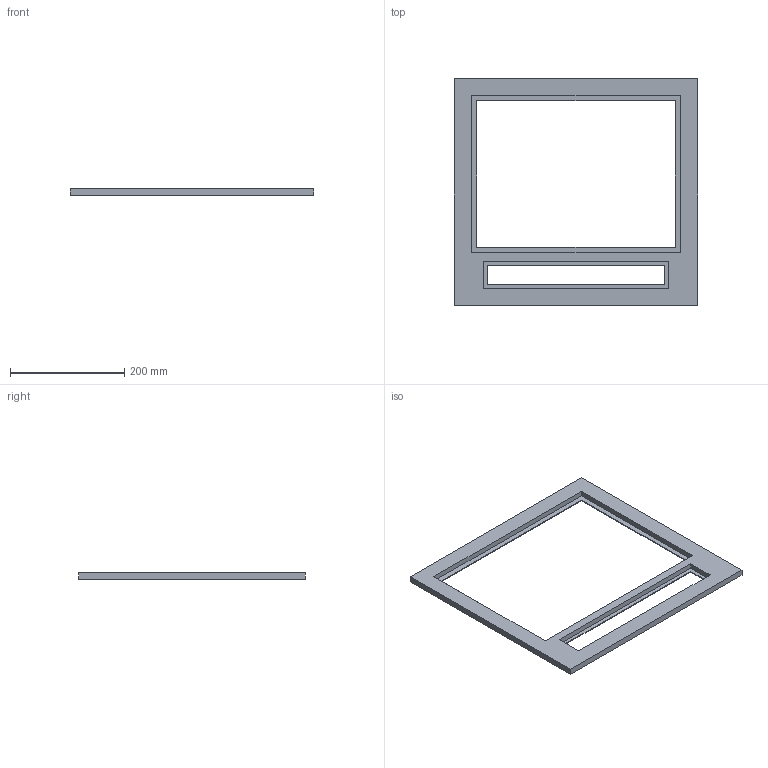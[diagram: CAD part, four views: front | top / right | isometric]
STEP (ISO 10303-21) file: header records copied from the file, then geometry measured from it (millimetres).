
FILE_DESCRIPTION (( 'STEP AP214' ), '1' );
FILE_NAME ('Ðàìêà äëÿ ADW3-R-3200.STEP', '2025-03-01T09:21:11', ( '' ), ( '' ), 'SwSTEP 2.0', 'SolidWorks 2024', '' );
FILE_SCHEMA (( 'AUTOMOTIVE_DESIGN' ));
Length unit declared in the file: millimetre
Products named in the file (1): Рамка для ADW3-R-3200
Bounding box: 425 x 396 x 11 mm (x, y, z)
Volume: 599597 mm3; surface area: 177664.7 mm2
Topology: 1 solids, 1 shells, 57 faces, 126 edges, 84 vertices
Faces by surface type: plane 35, cylinder 22
Entity records: 1615 total; most frequent: DIRECTION 286, CARTESIAN_POINT 268, ORIENTED_EDGE 252, EDGE_CURVE 126, AXIS2_PLACEMENT_3D 102, VERTEX_POINT 84, LINE 82, VECTOR 82
